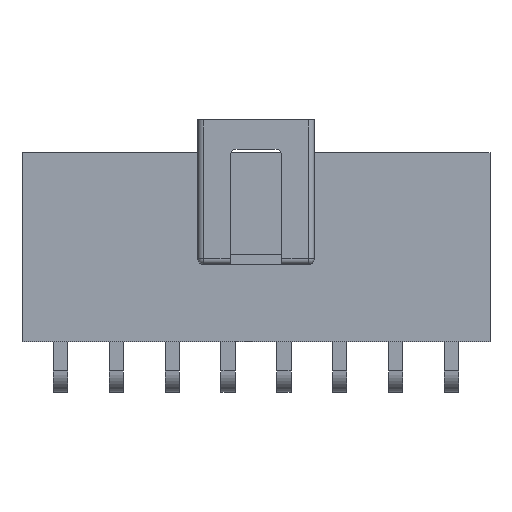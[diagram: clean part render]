
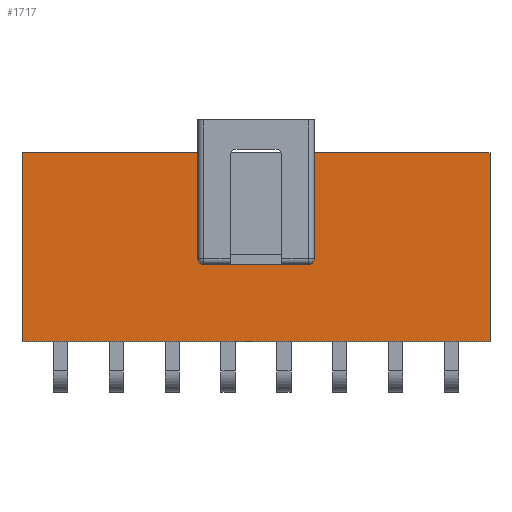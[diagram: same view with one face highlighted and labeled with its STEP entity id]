
A CAD part, top view. The second image highlights one B-rep face of the part: STEP entity #1717.
In plain terms, the highlighted planar face has unit normal (0, 0, 1).
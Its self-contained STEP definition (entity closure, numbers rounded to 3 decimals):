
#426 = VERTEX_POINT('',#427);
#427 = CARTESIAN_POINT('',(19.22,1.914,3.821));
#433 = EDGE_CURVE('',#426,#434,#436,.T.);
#434 = VERTEX_POINT('',#435);
#435 = CARTESIAN_POINT('',(19.22,10.374,3.821));
#436 = LINE('',#437,#438);
#437 = CARTESIAN_POINT('',(19.22,1.914,3.821));
#438 = VECTOR('',#439,1.);
#439 = DIRECTION('',(0.,1.,0.));
#588 = VERTEX_POINT('',#589);
#589 = CARTESIAN_POINT('',(-1.72,10.374,3.821));
#595 = EDGE_CURVE('',#588,#596,#598,.T.);
#596 = VERTEX_POINT('',#597);
#597 = CARTESIAN_POINT('',(-1.72,1.914,3.821));
#598 = LINE('',#599,#600);
#599 = CARTESIAN_POINT('',(-1.72,10.374,3.821));
#600 = VECTOR('',#601,1.);
#601 = DIRECTION('',(-0.,-1.,0.));
#794 = VERTEX_POINT('',#795);
#795 = CARTESIAN_POINT('',(6.15,10.374,3.821));
#801 = EDGE_CURVE('',#794,#588,#802,.T.);
#802 = LINE('',#803,#804);
#803 = CARTESIAN_POINT('',(6.15,10.374,3.821));
#804 = VECTOR('',#805,1.);
#805 = DIRECTION('',(-1.,0.,0.));
#810 = EDGE_CURVE('',#434,#811,#813,.T.);
#811 = VERTEX_POINT('',#812);
#812 = CARTESIAN_POINT('',(11.35,10.374,3.821));
#813 = LINE('',#814,#815);
#814 = CARTESIAN_POINT('',(19.22,10.374,3.821));
#815 = VECTOR('',#816,1.);
#816 = DIRECTION('',(-1.,0.,0.));
#1450 = EDGE_CURVE('',#596,#426,#1451,.T.);
#1451 = LINE('',#1452,#1453);
#1452 = CARTESIAN_POINT('',(-1.72,1.914,3.821));
#1453 = VECTOR('',#1454,1.);
#1454 = DIRECTION('',(1.,0.,0.));
#1717 = ADVANCED_FACE('',(#1718),#1765,.T.);
#1718 = FACE_BOUND('',#1719,.F.);
#1719 = EDGE_LOOP('',(#1720,#1730,#1739,#1745,#1746,#1747,#1748,#1749,
    #1750,#1758));
#1720 = ORIENTED_EDGE('',*,*,#1721,.F.);
#1721 = EDGE_CURVE('',#1722,#1724,#1726,.T.);
#1722 = VERTEX_POINT('',#1723);
#1723 = CARTESIAN_POINT('',(11.1,5.374,3.821));
#1724 = VERTEX_POINT('',#1725);
#1725 = CARTESIAN_POINT('',(6.4,5.374,3.821));
#1726 = LINE('',#1727,#1728);
#1727 = CARTESIAN_POINT('',(11.1,5.374,3.821));
#1728 = VECTOR('',#1729,1.);
#1729 = DIRECTION('',(-1.,0.,0.));
#1730 = ORIENTED_EDGE('',*,*,#1731,.F.);
#1731 = EDGE_CURVE('',#1732,#1722,#1734,.T.);
#1732 = VERTEX_POINT('',#1733);
#1733 = CARTESIAN_POINT('',(11.35,5.624,3.821));
#1734 = CIRCLE('',#1735,0.25);
#1735 = AXIS2_PLACEMENT_3D('',#1736,#1737,#1738);
#1736 = CARTESIAN_POINT('',(11.1,5.624,3.821));
#1737 = DIRECTION('',(0.,0.,-1.));
#1738 = DIRECTION('',(1.,0.,0.));
#1739 = ORIENTED_EDGE('',*,*,#1740,.F.);
#1740 = EDGE_CURVE('',#811,#1732,#1741,.T.);
#1741 = LINE('',#1742,#1743);
#1742 = CARTESIAN_POINT('',(11.35,10.374,3.821));
#1743 = VECTOR('',#1744,1.);
#1744 = DIRECTION('',(-0.,-1.,0.));
#1745 = ORIENTED_EDGE('',*,*,#810,.F.);
#1746 = ORIENTED_EDGE('',*,*,#433,.F.);
#1747 = ORIENTED_EDGE('',*,*,#1450,.F.);
#1748 = ORIENTED_EDGE('',*,*,#595,.F.);
#1749 = ORIENTED_EDGE('',*,*,#801,.F.);
#1750 = ORIENTED_EDGE('',*,*,#1751,.T.);
#1751 = EDGE_CURVE('',#794,#1752,#1754,.T.);
#1752 = VERTEX_POINT('',#1753);
#1753 = CARTESIAN_POINT('',(6.15,5.624,3.821));
#1754 = LINE('',#1755,#1756);
#1755 = CARTESIAN_POINT('',(6.15,10.374,3.821));
#1756 = VECTOR('',#1757,1.);
#1757 = DIRECTION('',(-0.,-1.,0.));
#1758 = ORIENTED_EDGE('',*,*,#1759,.F.);
#1759 = EDGE_CURVE('',#1724,#1752,#1760,.T.);
#1760 = CIRCLE('',#1761,0.25);
#1761 = AXIS2_PLACEMENT_3D('',#1762,#1763,#1764);
#1762 = CARTESIAN_POINT('',(6.4,5.624,3.821));
#1763 = DIRECTION('',(0.,0.,-1.));
#1764 = DIRECTION('',(-0.,-1.,0.));
#1765 = PLANE('',#1766);
#1766 = AXIS2_PLACEMENT_3D('',#1767,#1768,#1769);
#1767 = CARTESIAN_POINT('',(8.75,6.144,3.821));
#1768 = DIRECTION('',(0.,0.,1.));
#1769 = DIRECTION('',(-1.,0.,0.));
